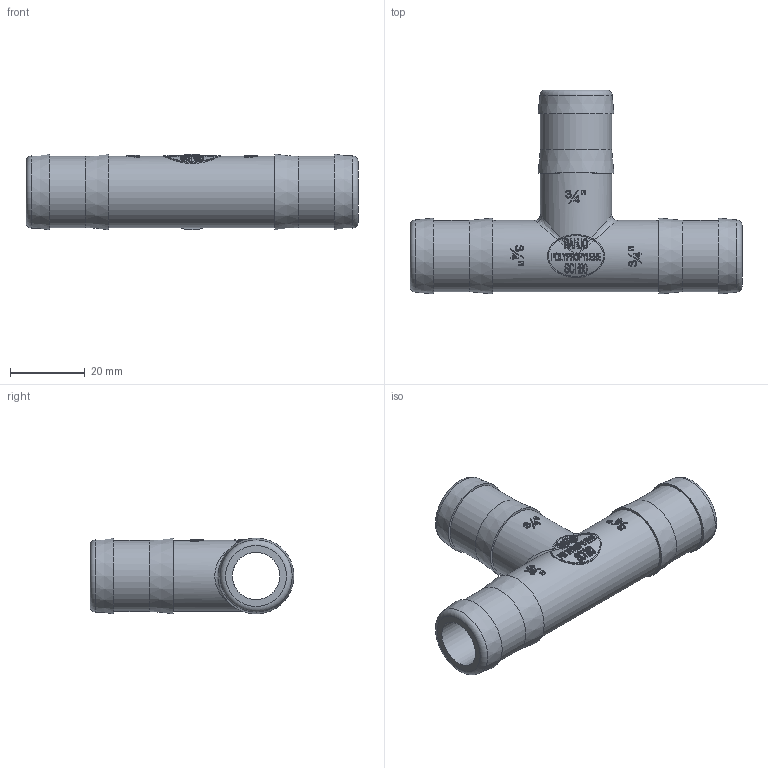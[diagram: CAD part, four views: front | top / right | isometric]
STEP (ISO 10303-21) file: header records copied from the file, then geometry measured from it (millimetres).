
FILE_DESCRIPTION(/* description */ ('3/4" X 3/4" HBTEE'),/* implementation_level */ '2;1');
FILE_NAME(/* name */ 'HBT075.stp',/* time_stamp */ '2013-11-15T11:00:57-05:00',/* author */ ('DCerny'),/* organization */ (''),/* preprocessor_version */ 'ST-DEVELOPER v15.2',/* originating_system */ 'Autodesk Inventor 2014',/* authorisation */ '');
FILE_SCHEMA (('AUTOMOTIVE_DESIGN { 1 0 10303 214 3 1 1 }'));
Length unit declared in the file: inch
Products named in the file (1): HBT075
Bounding box: 88.9 x 54.61 x 20.32 mm (x, y, z)
Volume: 20188.5 mm3; surface area: 13046.2 mm2
Topology: 1 solids, 1 shells, 542 faces, 1466 edges, 973 vertices
Faces by surface type: plane 260, bspline 203, cylinder 70, cone 6, torus 3
Full cylindrical faces by diameter (mm): 12.7 x2, 19.05 x5
Entity records: 20892 total; most frequent: CARTESIAN_POINT 8422, ORIENTED_EDGE 2880, DIRECTION 2057, EDGE_CURVE 1440, VERTEX_POINT 968, AXIS2_PLACEMENT_3D 709, LINE 639, VECTOR 639
